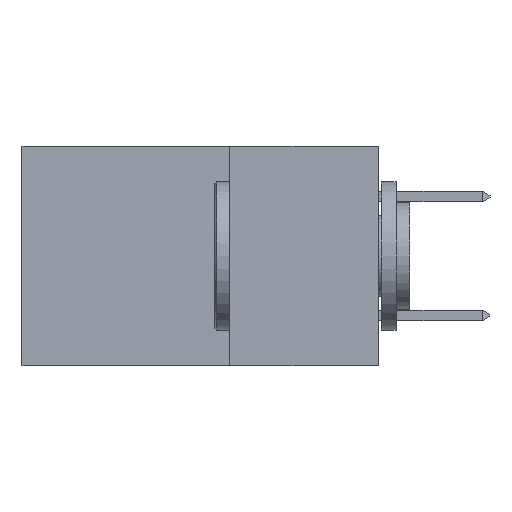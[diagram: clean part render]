
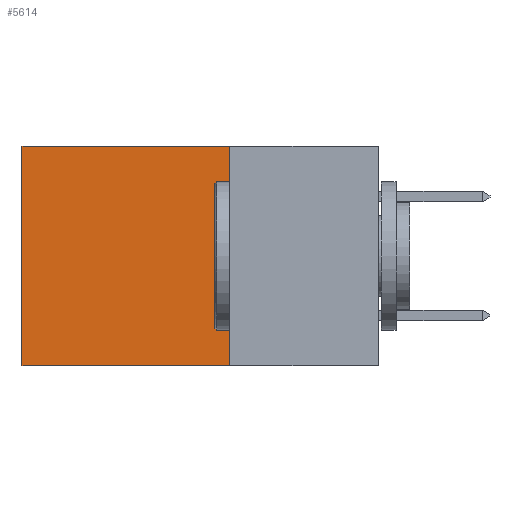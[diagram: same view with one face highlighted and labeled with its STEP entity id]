
A CAD part, left-side view. The second image highlights one B-rep face of the part: STEP entity #5614.
In plain terms, the highlighted planar face has unit normal (-1, 0, 0).
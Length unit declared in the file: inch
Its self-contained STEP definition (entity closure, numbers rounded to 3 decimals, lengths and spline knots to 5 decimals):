
#71 = CARTESIAN_POINT ( 'NONE',  ( 0.298, 0.25, -0.37 ) ) ;
#142 = DIRECTION ( 'NONE',  ( 0., 1., 0. ) ) ;
#422 = CARTESIAN_POINT ( 'NONE',  ( 0.298, 0.25, 0. ) ) ;
#637 = VERTEX_POINT ( 'NONE', #2261 ) ;
#1225 = LINE ( 'NONE', #9466, #8079 ) ;
#1441 = EDGE_CURVE ( 'NONE', #9386, #637, #9581, .T. ) ;
#1702 = DIRECTION ( 'NONE',  ( 1., 0., 0. ) ) ;
#1757 = CARTESIAN_POINT ( 'NONE',  ( 0.298, 0.25, 0. ) ) ;
#2213 = DIRECTION ( 'NONE',  ( 0., 0., -1. ) ) ;
#2230 = EDGE_CURVE ( 'NONE', #5396, #6455, #6759, .T. ) ;
#2235 = CARTESIAN_POINT ( 'NONE',  ( 0.298, 0.25, -0.37 ) ) ;
#2261 = CARTESIAN_POINT ( 'NONE',  ( 0.298, 0.6, 0. ) ) ;
#2334 = ORIENTED_EDGE ( 'NONE', *, *, #1441, .T. ) ;
#2586 = VECTOR ( 'NONE', #5275, 39.37008 ) ;
#2739 = FACE_OUTER_BOUND ( 'NONE', #5951, .T. ) ;
#3251 = PLANE ( 'NONE',  #4668 ) ;
#4668 = AXIS2_PLACEMENT_3D ( 'NONE', #1757, #1702, #2213 ) ;
#5116 = DIRECTION ( 'NONE',  ( 0., 0., -1. ) ) ;
#5275 = DIRECTION ( 'NONE',  ( 0., 0., -1. ) ) ;
#5396 = VERTEX_POINT ( 'NONE', #2235 ) ;
#5614 = ADVANCED_FACE ( 'NONE', ( #2739 ), #3251, .F. ) ;
#5917 = EDGE_CURVE ( 'NONE', #9386, #5396, #9336, .T. ) ;
#5951 = EDGE_LOOP ( 'NONE', ( #8931, #8782, #8639, #2334 ) ) ;
#6455 = VERTEX_POINT ( 'NONE', #9055 ) ;
#6759 = LINE ( 'NONE', #71, #8749 ) ;
#7302 = VECTOR ( 'NONE', #7344, 39.37008 ) ;
#7344 = DIRECTION ( 'NONE',  ( 0., 1., 0. ) ) ;
#7511 = CARTESIAN_POINT ( 'NONE',  ( 0.298, 0.25, 0. ) ) ;
#7963 = CARTESIAN_POINT ( 'NONE',  ( 0.298, 0.25, 0. ) ) ;
#8079 = VECTOR ( 'NONE', #5116, 39.37008 ) ;
#8314 = EDGE_CURVE ( 'NONE', #637, #6455, #1225, .T. ) ;
#8639 = ORIENTED_EDGE ( 'NONE', *, *, #5917, .F. ) ;
#8749 = VECTOR ( 'NONE', #142, 39.37008 ) ;
#8782 = ORIENTED_EDGE ( 'NONE', *, *, #2230, .F. ) ;
#8931 = ORIENTED_EDGE ( 'NONE', *, *, #8314, .T. ) ;
#9055 = CARTESIAN_POINT ( 'NONE',  ( 0.298, 0.6, -0.37 ) ) ;
#9336 = LINE ( 'NONE', #422, #2586 ) ;
#9386 = VERTEX_POINT ( 'NONE', #7963 ) ;
#9466 = CARTESIAN_POINT ( 'NONE',  ( 0.298, 0.6, 0. ) ) ;
#9581 = LINE ( 'NONE', #7511, #7302 ) ;
